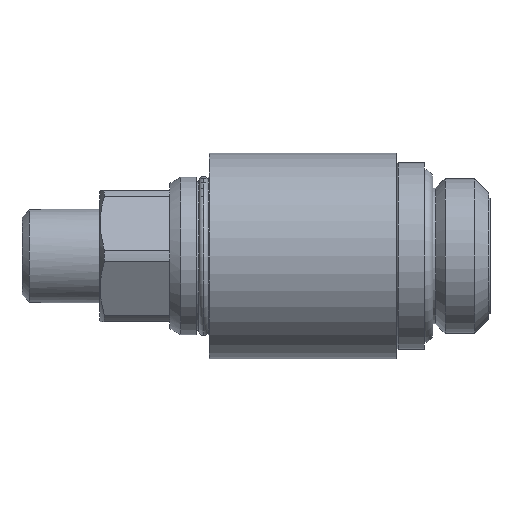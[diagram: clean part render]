
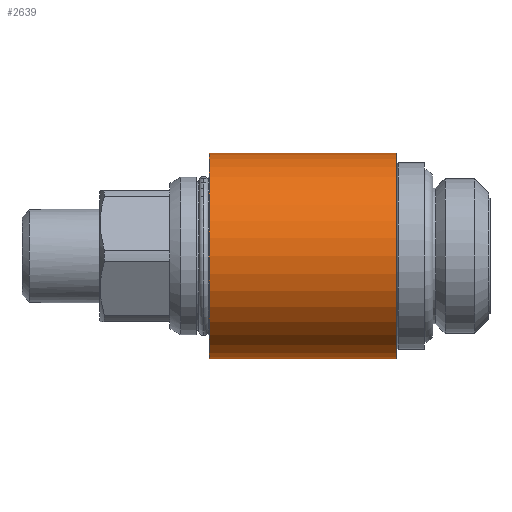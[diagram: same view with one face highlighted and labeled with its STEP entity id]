
A CAD part, left-side view. The second image highlights one B-rep face of the part: STEP entity #2639.
In plain terms, the highlighted cylindrical face has radius 11 mm (diameter 22 mm), a partial arc.
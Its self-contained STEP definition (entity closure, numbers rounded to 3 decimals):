
#413 = CARTESIAN_POINT ( 'NONE',  ( 0., 10.3, -11. ) ) ;
#859 = DIRECTION ( 'NONE',  ( 0., 0., 1. ) ) ;
#860 = FACE_OUTER_BOUND ( 'NONE', #2663, .T. ) ;
#875 = LINE ( 'NONE', #920, #919 ) ;
#901 = CARTESIAN_POINT ( 'NONE',  ( 0., 33.886, 0. ) ) ;
#902 = CYLINDRICAL_SURFACE ( 'NONE', #930, 11. ) ;
#911 = DIRECTION ( 'NONE',  ( 0., 1., 0. ) ) ;
#919 = VECTOR ( 'NONE', #911, 1000. ) ;
#920 = CARTESIAN_POINT ( 'NONE',  ( 0., 33.886, -11. ) ) ;
#929 = DIRECTION ( 'NONE',  ( 0., 1., 0. ) ) ;
#930 = AXIS2_PLACEMENT_3D ( 'NONE', #901, #929, #859 ) ;
#936 = DIRECTION ( 'NONE',  ( 0., 0., -1. ) ) ;
#937 = DIRECTION ( 'NONE',  ( 0., -1., 0. ) ) ;
#938 = CARTESIAN_POINT ( 'NONE',  ( 0., 30.3, 0. ) ) ;
#939 = AXIS2_PLACEMENT_3D ( 'NONE', #938, #937, #936 ) ;
#940 = CIRCLE ( 'NONE', #939, 11. ) ;
#1021 = CARTESIAN_POINT ( 'NONE',  ( 0., 30.3, 11. ) ) ;
#1044 = CARTESIAN_POINT ( 'NONE',  ( 0., 30.3, -11. ) ) ;
#1046 = CARTESIAN_POINT ( 'NONE',  ( 0., 33.886, 11. ) ) ;
#1047 = VECTOR ( 'NONE', #1103, 1000. ) ;
#1051 = LINE ( 'NONE', #1046, #1047 ) ;
#1056 = CARTESIAN_POINT ( 'NONE',  ( 0., 10.3, 11. ) ) ;
#1103 = DIRECTION ( 'NONE',  ( 0., 1., 0. ) ) ;
#1502 = AXIS2_PLACEMENT_3D ( 'NONE', #1587, #1545, #1537 ) ;
#1537 = DIRECTION ( 'NONE',  ( 0., 0., 1. ) ) ;
#1545 = DIRECTION ( 'NONE',  ( 0., 1., 0. ) ) ;
#1561 = CIRCLE ( 'NONE', #1502, 11. ) ;
#1587 = CARTESIAN_POINT ( 'NONE',  ( 0., 10.3, 0. ) ) ;
#2491 = VERTEX_POINT ( 'NONE', #413 ) ;
#2624 = EDGE_CURVE ( 'NONE', #2491, #2706, #875, .T. ) ;
#2639 = ADVANCED_FACE ( 'NONE', ( #860 ), #902, .T. ) ;
#2641 = ORIENTED_EDGE ( 'NONE', *, *, #2738, .T. ) ;
#2663 = EDGE_LOOP ( 'NONE', ( #2664, #2782, #2641, #2665 ) ) ;
#2664 = ORIENTED_EDGE ( 'NONE', *, *, #2624, .F. ) ;
#2665 = ORIENTED_EDGE ( 'NONE', *, *, #2666, .T. ) ;
#2666 = EDGE_CURVE ( 'NONE', #2691, #2706, #940, .T. ) ;
#2691 = VERTEX_POINT ( 'NONE', #1021 ) ;
#2706 = VERTEX_POINT ( 'NONE', #1044 ) ;
#2738 = EDGE_CURVE ( 'NONE', #2742, #2691, #1051, .T. ) ;
#2742 = VERTEX_POINT ( 'NONE', #1056 ) ;
#2782 = ORIENTED_EDGE ( 'NONE', *, *, #2866, .T. ) ;
#2866 = EDGE_CURVE ( 'NONE', #2491, #2742, #1561, .T. ) ;
